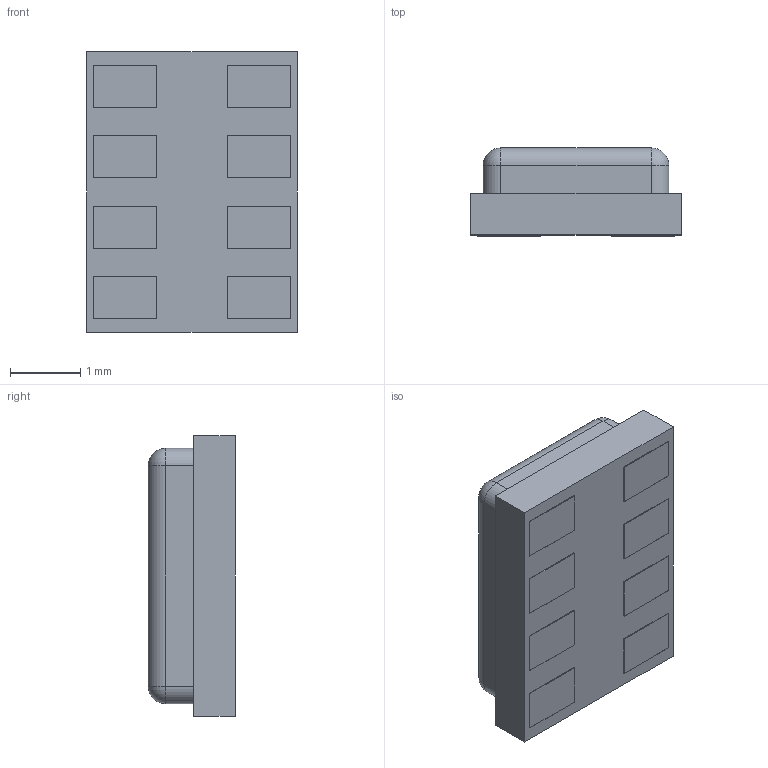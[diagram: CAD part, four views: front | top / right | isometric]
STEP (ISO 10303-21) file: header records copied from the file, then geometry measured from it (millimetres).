
FILE_DESCRIPTION (( 'STEP AP214' ), '1' );
FILE_NAME ('CUI_DEVICES_CMM-4030D-261-I2S-TR.step', '2020-11-06T15:24:29', ( '' ), ( '' ), 'SwSTEP 2.0', 'SolidWorks 2020', '' );
FILE_SCHEMA (( 'AUTOMOTIVE_DESIGN' ));
Length unit declared in the file: inch
Products named in the file (1): CUI_DEVICES_CMM-4030D-261-I2S-TR
Bounding box: 3 x 1.25 x 4 mm (x, y, z)
Volume: 13.2 mm3; surface area: 39.2 mm2
Topology: 1 solids, 1 shells, 66 faces, 154 edges, 96 vertices
Faces by surface type: plane 52, cylinder 10, sphere 4
Entity records: 2443 total; most frequent: CARTESIAN_POINT 313, DIRECTION 304, ORIENTED_EDGE 300, EDGE_CURVE 150, VECTOR 130, LINE 130, VERTEX_POINT 96, AXIS2_PLACEMENT_3D 87
